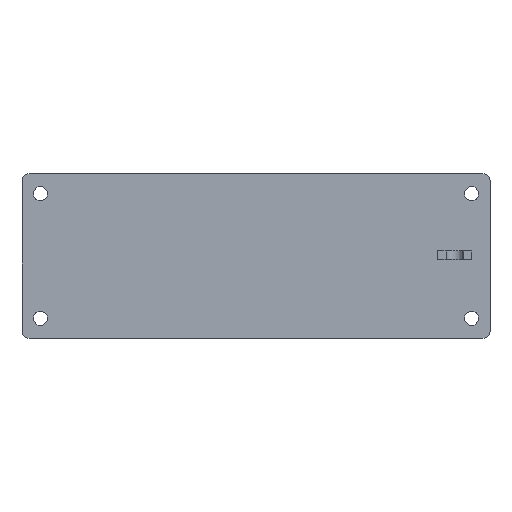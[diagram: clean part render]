
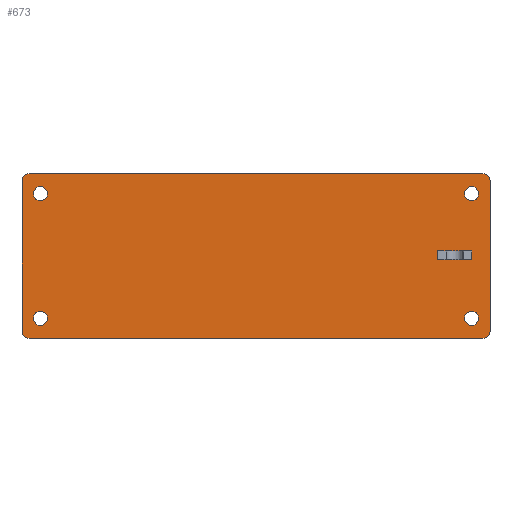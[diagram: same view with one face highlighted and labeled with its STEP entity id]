
A CAD part, top view. The second image highlights one B-rep face of the part: STEP entity #673.
In plain terms, the highlighted planar face has unit normal (0, 0, 1).
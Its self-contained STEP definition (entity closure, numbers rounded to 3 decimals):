
#180=CARTESIAN_POINT('',(73.3,13.873,1.0));
#181=VERTEX_POINT('',#180);
#188=CARTESIAN_POINT('',(79.3,13.873,1.0));
#189=VERTEX_POINT('',#188);
#190=CARTESIAN_POINT('',(79.3,13.873,1.0));
#191=DIRECTION('',(-1.0,0.0,0.0));
#192=VECTOR('',#191,6.);
#193=LINE('',#190,#192);
#194=EDGE_CURVE('',#189,#181,#193,.T.);
#211=CARTESIAN_POINT('',(73.3,15.373,1.0));
#212=VERTEX_POINT('',#211);
#219=CARTESIAN_POINT('',(73.3,13.873,1.0));
#220=DIRECTION('',(0.0,1.0,0.0));
#221=VECTOR('',#220,1.5);
#222=LINE('',#219,#221);
#223=EDGE_CURVE('',#181,#212,#222,.T.);
#236=CARTESIAN_POINT('',(79.3,15.373,1.0));
#237=VERTEX_POINT('',#236);
#238=CARTESIAN_POINT('',(79.3,15.373,1.0));
#239=DIRECTION('',(0.0,-1.0,0.0));
#240=VECTOR('',#239,1.5);
#241=LINE('',#238,#240);
#242=EDGE_CURVE('',#237,#189,#241,.T.);
#260=CARTESIAN_POINT('',(73.3,15.373,1.0));
#261=DIRECTION('',(1.0,0.0,0.0));
#262=VECTOR('',#261,6.0);
#263=LINE('',#260,#262);
#264=EDGE_CURVE('',#212,#237,#263,.T.);
#277=CARTESIAN_POINT('',(80.5,25.5,1.0));
#278=VERTEX_POINT('',#277);
#279=CARTESIAN_POINT('',(79.25,25.5,1.0));
#280=DIRECTION('',(0.0,0.0,-1.0));
#281=DIRECTION('',(-1.0,0.0,0.0));
#282=AXIS2_PLACEMENT_3D('',#279,#280,#281);
#283=CIRCLE('',#282,1.25);
#284=EDGE_CURVE('',#278,#278,#283,.T.);
#305=CARTESIAN_POINT('',(80.5,3.5,1.0));
#306=VERTEX_POINT('',#305);
#307=CARTESIAN_POINT('',(79.25,3.5,1.0));
#308=DIRECTION('',(0.0,0.0,-1.0));
#309=DIRECTION('',(-1.0,0.0,0.0));
#310=AXIS2_PLACEMENT_3D('',#307,#308,#309);
#311=CIRCLE('',#310,1.25);
#312=EDGE_CURVE('',#306,#306,#311,.T.);
#333=CARTESIAN_POINT('',(4.5,25.5,1.0));
#334=VERTEX_POINT('',#333);
#335=CARTESIAN_POINT('',(3.25,25.5,1.0));
#336=DIRECTION('',(0.0,0.0,-1.0));
#337=DIRECTION('',(-1.0,0.0,0.0));
#338=AXIS2_PLACEMENT_3D('',#335,#336,#337);
#339=CIRCLE('',#338,1.25);
#340=EDGE_CURVE('',#334,#334,#339,.T.);
#361=CARTESIAN_POINT('',(4.5,3.5,1.0));
#362=VERTEX_POINT('',#361);
#363=CARTESIAN_POINT('',(3.25,3.5,1.0));
#364=DIRECTION('',(0.0,0.0,-1.0));
#365=DIRECTION('',(-1.0,0.0,0.0));
#366=AXIS2_PLACEMENT_3D('',#363,#364,#365);
#367=CIRCLE('',#366,1.25);
#368=EDGE_CURVE('',#362,#362,#367,.T.);
#389=CARTESIAN_POINT('',(0.,27.73,1.0));
#390=VERTEX_POINT('',#389);
#391=CARTESIAN_POINT('',(1.27,29.,1.0));
#392=VERTEX_POINT('',#391);
#393=CARTESIAN_POINT('',(1.27,27.73,1.0));
#394=DIRECTION('',(0.0,0.0,-1.0));
#395=DIRECTION('',(0.0,-1.0,0.0));
#396=AXIS2_PLACEMENT_3D('',#393,#394,#395);
#397=CIRCLE('',#396,1.27);
#398=EDGE_CURVE('',#390,#392,#397,.T.);
#431=CARTESIAN_POINT('',(81.23,29.,1.0));
#432=VERTEX_POINT('',#431);
#433=CARTESIAN_POINT('',(1.27,29.,1.0));
#434=DIRECTION('',(1.0,0.0,0.0));
#435=VECTOR('',#434,79.96);
#436=LINE('',#433,#435);
#437=EDGE_CURVE('',#392,#432,#436,.T.);
#462=CARTESIAN_POINT('',(82.5,27.73,1.0));
#463=VERTEX_POINT('',#462);
#464=CARTESIAN_POINT('',(81.23,27.73,1.0));
#465=DIRECTION('',(0.0,0.0,-1.0));
#466=DIRECTION('',(-1.0,0.0,0.0));
#467=AXIS2_PLACEMENT_3D('',#464,#465,#466);
#468=CIRCLE('',#467,1.27);
#469=EDGE_CURVE('',#432,#463,#468,.T.);
#495=CARTESIAN_POINT('',(82.5,1.27,1.0));
#496=VERTEX_POINT('',#495);
#497=CARTESIAN_POINT('',(82.5,27.73,1.0));
#498=DIRECTION('',(0.0,-1.0,0.0));
#499=VECTOR('',#498,26.46);
#500=LINE('',#497,#499);
#501=EDGE_CURVE('',#463,#496,#500,.T.);
#526=CARTESIAN_POINT('',(81.23,0.,1.0));
#527=VERTEX_POINT('',#526);
#528=CARTESIAN_POINT('',(81.23,1.27,1.0));
#529=DIRECTION('',(0.0,0.0,-1.0));
#530=DIRECTION('',(0.0,1.0,0.0));
#531=AXIS2_PLACEMENT_3D('',#528,#529,#530);
#532=CIRCLE('',#531,1.27);
#533=EDGE_CURVE('',#496,#527,#532,.T.);
#559=CARTESIAN_POINT('',(1.27,0.,1.0));
#560=VERTEX_POINT('',#559);
#561=CARTESIAN_POINT('',(81.23,0.,1.0));
#562=DIRECTION('',(-1.0,0.0,0.0));
#563=VECTOR('',#562,79.96);
#564=LINE('',#561,#563);
#565=EDGE_CURVE('',#527,#560,#564,.T.);
#590=CARTESIAN_POINT('',(0.,1.27,1.0));
#591=VERTEX_POINT('',#590);
#592=CARTESIAN_POINT('',(1.27,1.27,1.0));
#593=DIRECTION('',(0.0,0.0,-1.0));
#594=DIRECTION('',(1.0,0.0,0.0));
#595=AXIS2_PLACEMENT_3D('',#592,#593,#594);
#596=CIRCLE('',#595,1.27);
#597=EDGE_CURVE('',#560,#591,#596,.T.);
#623=CARTESIAN_POINT('',(0.,1.27,1.0));
#624=DIRECTION('',(0.0,1.0,0.0));
#625=VECTOR('',#624,26.46);
#626=LINE('',#623,#625);
#627=EDGE_CURVE('',#591,#390,#626,.T.);
#640=CARTESIAN_POINT('',(41.25,14.5,1.0));
#641=DIRECTION('',(0.0,0.0,1.0));
#642=DIRECTION('',(1.0,0.0,0.0));
#643=AXIS2_PLACEMENT_3D('',#640,#641,#642);
#644=PLANE('',#643);
#645=ORIENTED_EDGE('',*,*,#398,.F.);
#646=ORIENTED_EDGE('',*,*,#627,.F.);
#647=ORIENTED_EDGE('',*,*,#597,.F.);
#648=ORIENTED_EDGE('',*,*,#565,.F.);
#649=ORIENTED_EDGE('',*,*,#533,.F.);
#650=ORIENTED_EDGE('',*,*,#501,.F.);
#651=ORIENTED_EDGE('',*,*,#469,.F.);
#652=ORIENTED_EDGE('',*,*,#437,.F.);
#653=EDGE_LOOP('',(#645,#646,#647,#648,#649,#650,#651,#652));
#654=FACE_OUTER_BOUND('',#653,.T.);
#655=ORIENTED_EDGE('',*,*,#242,.T.);
#656=ORIENTED_EDGE('',*,*,#194,.T.);
#657=ORIENTED_EDGE('',*,*,#223,.T.);
#658=ORIENTED_EDGE('',*,*,#264,.T.);
#659=EDGE_LOOP('',(#655,#656,#657,#658));
#660=FACE_BOUND('',#659,.T.);
#661=ORIENTED_EDGE('',*,*,#284,.T.);
#662=EDGE_LOOP('',(#661));
#663=FACE_BOUND('',#662,.T.);
#664=ORIENTED_EDGE('',*,*,#312,.T.);
#665=EDGE_LOOP('',(#664));
#666=FACE_BOUND('',#665,.T.);
#667=ORIENTED_EDGE('',*,*,#340,.T.);
#668=EDGE_LOOP('',(#667));
#669=FACE_BOUND('',#668,.T.);
#670=ORIENTED_EDGE('',*,*,#368,.T.);
#671=EDGE_LOOP('',(#670));
#672=FACE_BOUND('',#671,.T.);
#673=ADVANCED_FACE('',(#654,#660,#663,#666,#669,#672),#644,.T.);
